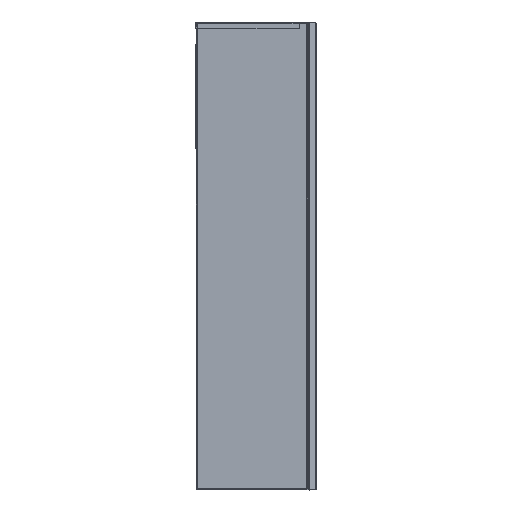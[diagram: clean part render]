
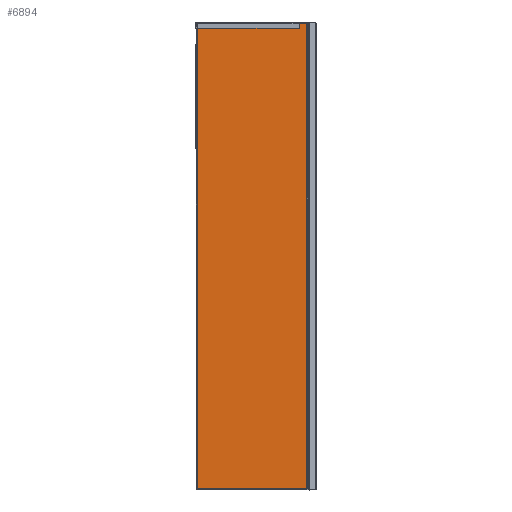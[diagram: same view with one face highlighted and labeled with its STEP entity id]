
A CAD part, top view. The second image highlights one B-rep face of the part: STEP entity #6894.
In plain terms, the highlighted planar face has unit normal (0, 0, 1).
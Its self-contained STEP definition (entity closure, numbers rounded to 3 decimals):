
#6894=ADVANCED_FACE('',(#17791),#17793,.T.);
#17791=FACE_BOUND('',#17792,.T.);
#17792=EDGE_LOOP('',(#26077,#26078,#26079,#26080,#26081,#26082,#26083,#26084,#26085,
#26086));
#17793=PLANE('',#17794);
#17794=AXIS2_PLACEMENT_3D('',#17795,#17796,#17797);
#17795=CARTESIAN_POINT('',(19193.364,268.08,1.));
#17796=DIRECTION('',(0.,0.,1.));
#17797=DIRECTION('',(1.,0.,0.));
#26077=ORIENTED_EDGE('',*,*,#30981,.F.);
#26078=ORIENTED_EDGE('',*,*,#30982,.T.);
#26079=ORIENTED_EDGE('',*,*,#30983,.F.);
#26080=ORIENTED_EDGE('',*,*,#30980,.T.);
#26081=ORIENTED_EDGE('',*,*,#30978,.F.);
#26082=ORIENTED_EDGE('',*,*,#30977,.F.);
#26083=ORIENTED_EDGE('',*,*,#30972,.F.);
#26084=ORIENTED_EDGE('',*,*,#30971,.F.);
#26085=ORIENTED_EDGE('',*,*,#30970,.F.);
#26086=ORIENTED_EDGE('',*,*,#30968,.F.);
#30968=EDGE_CURVE('',#35689,#35630,#35700,.T.);
#30970=EDGE_CURVE('',#35630,#35660,#35702,.T.);
#30971=EDGE_CURVE('',#35660,#35671,#35703,.T.);
#30972=EDGE_CURVE('',#35671,#35704,#35705,.T.);
#30977=EDGE_CURVE('',#35704,#35710,#35713,.T.);
#30978=EDGE_CURVE('',#35710,#35683,#35714,.T.);
#30980=EDGE_CURVE('',#35697,#35683,#35716,.T.);
#30981=EDGE_CURVE('',#35717,#35689,#35718,.T.);
#30982=EDGE_CURVE('',#35717,#35719,#35720,.T.);
#30983=EDGE_CURVE('',#35697,#35719,#35721,.T.);
#35630=VERTEX_POINT('',#46823);
#35660=VERTEX_POINT('',#46991);
#35671=VERTEX_POINT('',#47060);
#35683=VERTEX_POINT('',#47159);
#35689=VERTEX_POINT('',#47191);
#35697=VERTEX_POINT('',#47225);
#35700=LINE('',#47238,#47239);
#35702=CIRCLE('',#47245,2.);
#35703=LINE('',#47249,#47250);
#35704=VERTEX_POINT('',#47252);
#35705=CIRCLE('',#47253,2.);
#35710=VERTEX_POINT('',#47266);
#35713=CIRCLE('',#47274,2.);
#35714=LINE('',#47278,#47279);
#35716=LINE('',#47284,#47285);
#35717=VERTEX_POINT('',#47287);
#35718=CIRCLE('',#47288,2.);
#35719=VERTEX_POINT('',#47292);
#35720=LINE('',#47293,#47294);
#35721=CIRCLE('',#47296,2.);
#46823=CARTESIAN_POINT('',(19689.233,2071.807,1.));
#46991=CARTESIAN_POINT('',(19690.299,2070.719,1.));
#47060=CARTESIAN_POINT('',(19690.299,936.091,1.));
#47159=CARTESIAN_POINT('',(19690.538,923.047,1.));
#47191=CARTESIAN_POINT('',(19420.257,2071.807,1.));
#47225=CARTESIAN_POINT('',(19420.281,923.047,1.));
#47238=CARTESIAN_POINT('',(19420.257,2071.807,1.));
#47239=VECTOR('',#47240,1.);
#47240=DIRECTION('',(1.,0.,0.));
#47245=AXIS2_PLACEMENT_3D('',#47246,#47247,#47248);
#47246=CARTESIAN_POINT('',(19691.086,2072.558,1.));
#47247=DIRECTION('',(0.,0.,1.));
#47248=DIRECTION('',(-0.927,-0.375,0.));
#47249=CARTESIAN_POINT('',(19690.299,2070.719,1.));
#47250=VECTOR('',#47251,1.);
#47251=DIRECTION('',(0.,-1.,0.));
#47252=CARTESIAN_POINT('',(19689.83,932.742,1.));
#47253=AXIS2_PLACEMENT_3D('',#47254,#47255,#47256);
#47254=CARTESIAN_POINT('',(19691.123,934.268,1.));
#47255=DIRECTION('',(0.,0.,1.));
#47256=DIRECTION('',(-0.412,0.911,0.));
#47266=CARTESIAN_POINT('',(19690.537,931.217,1.));
#47274=AXIS2_PLACEMENT_3D('',#47275,#47276,#47277);
#47275=CARTESIAN_POINT('',(19688.537,931.216,1.));
#47276=DIRECTION('',(0.,0.,-1.));
#47277=DIRECTION('',(0.646,0.763,0.));
#47278=CARTESIAN_POINT('',(19690.537,931.217,1.));
#47279=VECTOR('',#47280,1.);
#47280=DIRECTION('',(0.,-1.,0.));
#47284=CARTESIAN_POINT('',(19420.281,923.047,1.));
#47285=VECTOR('',#47286,1.);
#47286=DIRECTION('',(1.,0.,0.));
#47287=CARTESIAN_POINT('',(19420.094,2071.599,1.));
#47288=AXIS2_PLACEMENT_3D('',#47289,#47290,#47291);
#47289=CARTESIAN_POINT('',(19418.602,2072.93,1.));
#47290=DIRECTION('',(0.,0.,1.));
#47291=DIRECTION('',(0.746,-0.666,0.));
#47292=CARTESIAN_POINT('',(19420.094,923.291,1.));
#47293=CARTESIAN_POINT('',(19420.094,2071.599,1.));
#47294=VECTOR('',#47295,1.);
#47295=DIRECTION('',(0.,-1.,0.));
#47296=AXIS2_PLACEMENT_3D('',#47297,#47298,#47299);
#47297=CARTESIAN_POINT('',(19418.604,921.957,1.));
#47298=DIRECTION('',(0.,0.,1.));
#47299=DIRECTION('',(0.838,0.545,0.));
